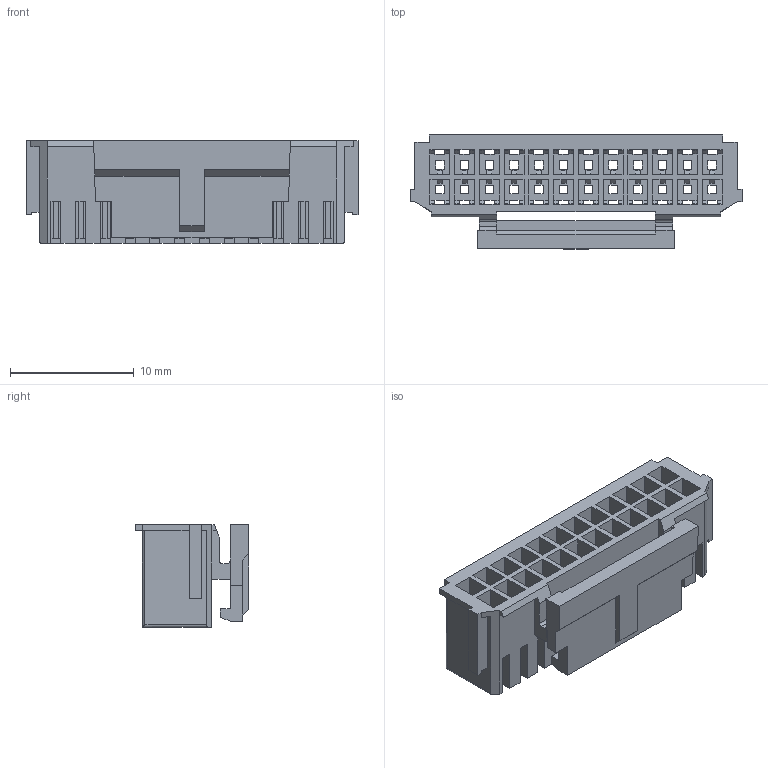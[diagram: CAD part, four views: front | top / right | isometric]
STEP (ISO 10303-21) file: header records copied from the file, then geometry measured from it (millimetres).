
FILE_DESCRIPTION((''),'2;1');
FILE_NAME('FHG20007-D26M2W1B','2025-01-17T',('工程三'),(''),'PRO/ENGINEER BY PARAMETRIC TECHNOLOGY CORPORATION, 2010280','PRO/ENGINEER BY PARAMETRIC TECHNOLOGY CORPORATION, 2010280','');
FILE_SCHEMA(('CONFIG_CONTROL_DESIGN'));
Length unit declared in the file: millimetre
Products named in the file (1): FHG20007-D26M2W1B
Bounding box: 26.82 x 9.2 x 8.3 mm (x, y, z)
Volume: 723.1 mm3; surface area: 2596.6 mm2
Topology: 1 solids, 1 shells, 653 faces, 2021 edges, 1346 vertices
Faces by surface type: plane 645, cylinder 8
Entity records: 22281 total; most frequent: CARTESIAN_POINT 4042, ORIENTED_EDGE 4042, DIRECTION 3333, EDGE_CURVE 2021, VECTOR 2007, LINE 2007, VERTEX_POINT 1346, EDGE_LOOP 727
